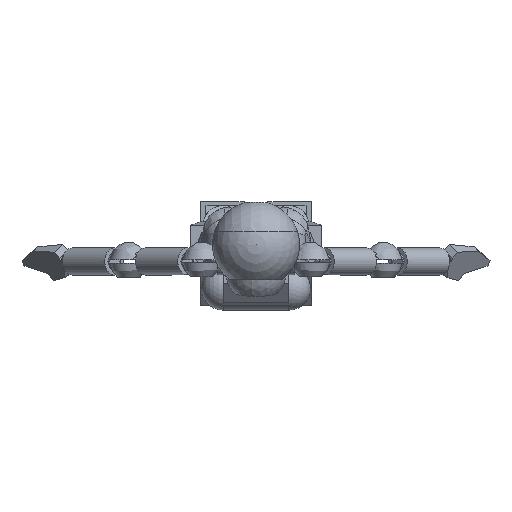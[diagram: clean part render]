
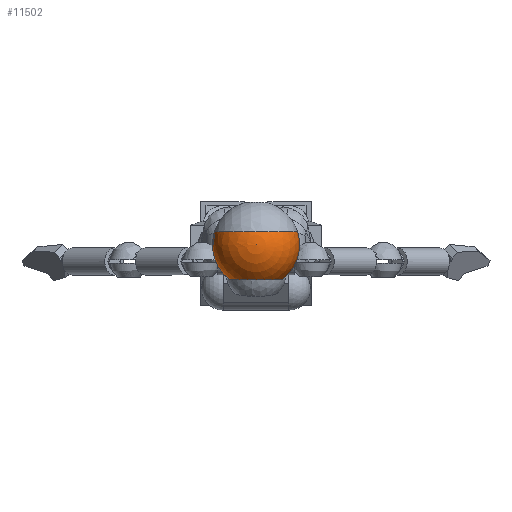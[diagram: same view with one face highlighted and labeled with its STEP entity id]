
A CAD part, top view. The second image highlights one B-rep face of the part: STEP entity #11502.
In plain terms, the highlighted spherical face has radius 8 mm.
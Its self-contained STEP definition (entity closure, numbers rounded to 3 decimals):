
#88=SPHERICAL_SURFACE('',#12345,8.);
#513=CIRCLE('',#12333,8.);
#515=CIRCLE('',#12338,7.638);
#516=CIRCLE('',#12341,8.);
#518=CIRCLE('',#12346,8.);
#519=CIRCLE('',#12347,4.973);
#825=B_SPLINE_CURVE_WITH_KNOTS('',3,(#16701,#16702,#16703,#16704,#16705,
#16706,#16707,#16708,#16709,#16710,#16711,#16712,#16713,#16714,#16715,#16716,
#16717,#16718,#16719,#16720,#16721,#16722,#16723,#16724),.UNSPECIFIED.,
 .F.,.F.,(4,2,2,2,2,2,2,2,2,2,2,4),(-0.957,-0.957,
-0.957,-0.957,-0.957,-0.957,
-0.955,-0.943,-0.899,-0.809,
-0.715,-0.692),.UNSPECIFIED.);
#826=B_SPLINE_CURVE_WITH_KNOTS('',3,(#16738,#16739,#16740,#16741,#16742,
#16743,#16744,#16745,#16746,#16747,#16748,#16749,#16750,#16751,#16752,#16753,
#16754,#16755),.UNSPECIFIED.,.F.,.F.,(4,2,2,2,2,2,2,2,4),(-0.294,
-0.273,-0.157,-0.04,-0.01,
-0.005,-0.004,-0.004,-0.004),
 .UNSPECIFIED.);
#827=B_SPLINE_CURVE_WITH_KNOTS('',3,(#16757,#16758,#16759,#16760,#16761,
#16762,#16763,#16764),.UNSPECIFIED.,.F.,.F.,(4,2,2,4),(-0.004,
-0.004,-0.004,-0.003),
 .UNSPECIFIED.);
#1424=FACE_OUTER_BOUND('',#2085,.T.);
#2085=EDGE_LOOP('',(#7809,#7810,#7811,#7812,#7813,#7814,#7815,#7816,#7817));
#4687=VERTEX_POINT('',#16696);
#4688=VERTEX_POINT('',#16698);
#4689=VERTEX_POINT('',#16700);
#4691=VERTEX_POINT('',#16731);
#4692=VERTEX_POINT('',#16735);
#4693=VERTEX_POINT('',#16737);
#4694=VERTEX_POINT('',#16756);
#4696=VERTEX_POINT('',#16772);
#5917=EDGE_CURVE('',#4687,#4688,#513,.T.);
#5918=EDGE_CURVE('',#4688,#4689,#825,.T.);
#5923=EDGE_CURVE('',#4687,#4691,#515,.T.);
#5925=EDGE_CURVE('',#4692,#4693,#826,.T.);
#5926=EDGE_CURVE('',#4693,#4694,#827,.T.);
#5927=EDGE_CURVE('',#4691,#4694,#516,.T.);
#5930=EDGE_CURVE('',#4696,#4693,#518,.T.);
#5931=EDGE_CURVE('',#4689,#4692,#519,.T.);
#7809=ORIENTED_EDGE('',*,*,#5923,.T.);
#7810=ORIENTED_EDGE('',*,*,#5927,.T.);
#7811=ORIENTED_EDGE('',*,*,#5926,.F.);
#7812=ORIENTED_EDGE('',*,*,#5930,.F.);
#7813=ORIENTED_EDGE('',*,*,#5930,.T.);
#7814=ORIENTED_EDGE('',*,*,#5925,.F.);
#7815=ORIENTED_EDGE('',*,*,#5931,.F.);
#7816=ORIENTED_EDGE('',*,*,#5918,.F.);
#7817=ORIENTED_EDGE('',*,*,#5917,.F.);
#11502=ADVANCED_FACE('',(#1424),#88,.T.);
#12333=AXIS2_PLACEMENT_3D('',#16699,#13216,#13217);
#12338=AXIS2_PLACEMENT_3D('',#16733,#13228,#13229);
#12341=AXIS2_PLACEMENT_3D('',#16765,#13234,#13235);
#12345=AXIS2_PLACEMENT_3D('',#16771,#13243,#13244);
#12346=AXIS2_PLACEMENT_3D('',#16773,#13245,#13246);
#12347=AXIS2_PLACEMENT_3D('',#16774,#13247,#13248);
#13216=DIRECTION('center_axis',(0.,0.,-1.));
#13217=DIRECTION('ref_axis',(0.,1.,0.));
#13228=DIRECTION('center_axis',(0.,-1.,0.));
#13229=DIRECTION('ref_axis',(0.,0.,1.));
#13234=DIRECTION('center_axis',(0.,0.,1.));
#13235=DIRECTION('ref_axis',(-1.,0.,0.));
#13243=DIRECTION('center_axis',(0.,0.,1.));
#13244=DIRECTION('ref_axis',(1.,0.,0.));
#13245=DIRECTION('center_axis',(0.,-1.,0.));
#13246=DIRECTION('ref_axis',(-1.,0.,0.));
#13247=DIRECTION('center_axis',(0.,-1.,-0.031));
#13248=DIRECTION('ref_axis',(0.,-0.031,1.));
#16696=CARTESIAN_POINT('',(7.638,2.38,53.458));
#16698=CARTESIAN_POINT('',(8.,0.,53.458));
#16699=CARTESIAN_POINT('Origin',(0.,0.,53.458));
#16700=CARTESIAN_POINT('',(4.971,-6.268,53.389));
#16701=CARTESIAN_POINT('Ctrl Pts',(8.,0.,
53.458));
#16702=CARTESIAN_POINT('Ctrl Pts',(8.,0.,
53.458));
#16703=CARTESIAN_POINT('Ctrl Pts',(8.,0.,
53.458));
#16704=CARTESIAN_POINT('Ctrl Pts',(8.,0.,
53.458));
#16705=CARTESIAN_POINT('Ctrl Pts',(8.,0.,
53.458));
#16706=CARTESIAN_POINT('Ctrl Pts',(8.,0.,
53.458));
#16707=CARTESIAN_POINT('Ctrl Pts',(8.,0.,
53.458));
#16708=CARTESIAN_POINT('Ctrl Pts',(8.,-0.001,
53.458));
#16709=CARTESIAN_POINT('Ctrl Pts',(8.,-0.001,
53.458));
#16710=CARTESIAN_POINT('Ctrl Pts',(8.,-0.003,
53.457));
#16711=CARTESIAN_POINT('Ctrl Pts',(8.,-0.008,
53.456));
#16712=CARTESIAN_POINT('Ctrl Pts',(8.,-0.029,
53.453));
#16713=CARTESIAN_POINT('Ctrl Pts',(8.,-0.067,
53.451));
#16714=CARTESIAN_POINT('Ctrl Pts',(7.998,-0.194,
53.445));
#16715=CARTESIAN_POINT('Ctrl Pts',(7.993,-0.341,
53.442));
#16716=CARTESIAN_POINT('Ctrl Pts',(7.965,-0.843,
53.432));
#16717=CARTESIAN_POINT('Ctrl Pts',(7.914,-1.235,53.427));
#16718=CARTESIAN_POINT('Ctrl Pts',(7.669,-2.417,53.414));
#16719=CARTESIAN_POINT('Ctrl Pts',(7.384,-3.183,53.408));
#16720=CARTESIAN_POINT('Ctrl Pts',(6.577,-4.632,53.398));
#16721=CARTESIAN_POINT('Ctrl Pts',(6.052,-5.3,53.394));
#16722=CARTESIAN_POINT('Ctrl Pts',(5.283,-6.011,53.39));
#16723=CARTESIAN_POINT('Ctrl Pts',(5.129,-6.143,53.389));
#16724=CARTESIAN_POINT('Ctrl Pts',(4.971,-6.268,53.389));
#16731=CARTESIAN_POINT('',(-7.638,2.38,53.458));
#16733=CARTESIAN_POINT('Origin',(0.,2.38,53.458));
#16735=CARTESIAN_POINT('',(-4.971,-6.268,53.389));
#16737=CARTESIAN_POINT('',(-8.,0.,53.458));
#16738=CARTESIAN_POINT('Ctrl Pts',(-4.971,-6.268,
53.389));
#16739=CARTESIAN_POINT('Ctrl Pts',(-5.124,-6.147,
53.389));
#16740=CARTESIAN_POINT('Ctrl Pts',(-5.272,-6.021,
53.39));
#16741=CARTESIAN_POINT('Ctrl Pts',(-6.182,-5.183,
53.395));
#16742=CARTESIAN_POINT('Ctrl Pts',(-6.804,-4.335,
53.4));
#16743=CARTESIAN_POINT('Ctrl Pts',(-7.696,-2.43,
53.414));
#16744=CARTESIAN_POINT('Ctrl Pts',(-7.92,-1.454,
53.421));
#16745=CARTESIAN_POINT('Ctrl Pts',(-7.998,-0.306,
53.442));
#16746=CARTESIAN_POINT('Ctrl Pts',(-7.999,-0.128,
53.447));
#16747=CARTESIAN_POINT('Ctrl Pts',(-8.,-0.035,
53.453));
#16748=CARTESIAN_POINT('Ctrl Pts',(-8.,-0.018,
53.454));
#16749=CARTESIAN_POINT('Ctrl Pts',(-8.,-0.005,
53.456));
#16750=CARTESIAN_POINT('Ctrl Pts',(-8.,-0.003,
53.457));
#16751=CARTESIAN_POINT('Ctrl Pts',(-8.,-0.001,
53.458));
#16752=CARTESIAN_POINT('Ctrl Pts',(-8.,-0.001,
53.458));
#16753=CARTESIAN_POINT('Ctrl Pts',(-8.,-0.001,
53.458));
#16754=CARTESIAN_POINT('Ctrl Pts',(-8.,0.,
53.458));
#16755=CARTESIAN_POINT('Ctrl Pts',(-8.,0.,
53.458));
#16756=CARTESIAN_POINT('',(-8.,0.,53.458));
#16757=CARTESIAN_POINT('Ctrl Pts',(-8.,0.,
53.458));
#16758=CARTESIAN_POINT('Ctrl Pts',(-8.,0.,
53.458));
#16759=CARTESIAN_POINT('Ctrl Pts',(-8.,0.,
53.458));
#16760=CARTESIAN_POINT('Ctrl Pts',(-8.,0.,
53.458));
#16761=CARTESIAN_POINT('Ctrl Pts',(-8.,0.,
53.458));
#16762=CARTESIAN_POINT('Ctrl Pts',(-8.,0.,
53.458));
#16763=CARTESIAN_POINT('Ctrl Pts',(-8.,0.,
53.458));
#16764=CARTESIAN_POINT('Ctrl Pts',(-8.,0.,
53.458));
#16765=CARTESIAN_POINT('Origin',(0.,0.,53.458));
#16771=CARTESIAN_POINT('Origin',(0.,0.,53.458));
#16772=CARTESIAN_POINT('',(0.,0.,
61.458));
#16773=CARTESIAN_POINT('Origin',(0.,0.,53.458));
#16774=CARTESIAN_POINT('Origin',(0.,-6.264,53.265));
